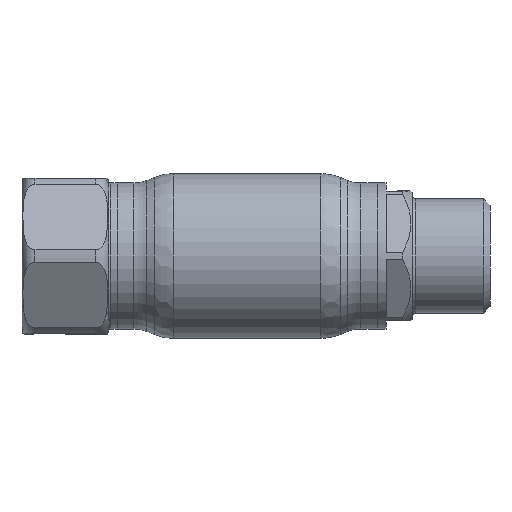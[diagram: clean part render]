
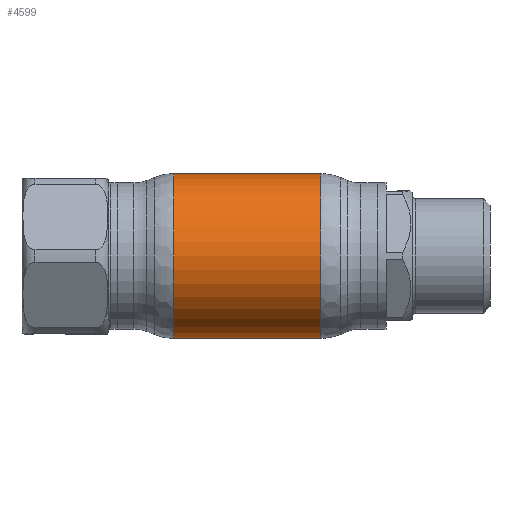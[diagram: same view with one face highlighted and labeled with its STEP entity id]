
A CAD part, front view. The second image highlights one B-rep face of the part: STEP entity #4599.
In plain terms, the highlighted cylindrical face has radius 19 mm (diameter 38 mm), a partial arc.
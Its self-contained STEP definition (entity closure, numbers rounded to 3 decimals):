
#142 = DIRECTION ( 'NONE',  ( 0., 0., 1. ) ) ;
#428 = DIRECTION ( 'NONE',  ( -1., 0., 0. ) ) ;
#3672 = DIRECTION ( 'NONE',  ( -1., 0., 0. ) ) ;
#3698 = EDGE_CURVE ( 'NONE', #28658, #50165, #12316, .T. ) ;
#4599 = ADVANCED_FACE ( 'NONE', ( #8514 ), #16591, .T. ) ;
#6380 = CARTESIAN_POINT ( 'NONE',  ( -62.69, 0., 19. ) ) ;
#8514 = FACE_OUTER_BOUND ( 'NONE', #46673, .T. ) ;
#10390 = ORIENTED_EDGE ( 'NONE', *, *, #25079, .F. ) ;
#11704 = CIRCLE ( 'NONE', #56796, 19. ) ;
#12316 = CIRCLE ( 'NONE', #55628, 19. ) ;
#14782 = VECTOR ( 'NONE', #55374, 1000. ) ;
#16591 = CYLINDRICAL_SURFACE ( 'NONE', #42756, 19. ) ;
#18593 = CARTESIAN_POINT ( 'NONE',  ( -62.69, 0., 0. ) ) ;
#18748 = DIRECTION ( 'NONE',  ( -1., 0., 0. ) ) ;
#19580 = CARTESIAN_POINT ( 'NONE',  ( 16.967, 0., 0. ) ) ;
#22452 = CARTESIAN_POINT ( 'NONE',  ( -16.967, 0., 19. ) ) ;
#25079 = EDGE_CURVE ( 'NONE', #36245, #28658, #47478, .T. ) ;
#26498 = EDGE_CURVE ( 'NONE', #56243, #50165, #51039, .T. ) ;
#28658 = VERTEX_POINT ( 'NONE', #39242 ) ;
#34567 = EDGE_CURVE ( 'NONE', #36245, #56243, #11704, .T. ) ;
#36245 = VERTEX_POINT ( 'NONE', #50739 ) ;
#39242 = CARTESIAN_POINT ( 'NONE',  ( -16.967, 0., -19. ) ) ;
#39553 = ORIENTED_EDGE ( 'NONE', *, *, #3698, .F. ) ;
#42756 = AXIS2_PLACEMENT_3D ( 'NONE', #18593, #45376, #49712 ) ;
#43125 = CARTESIAN_POINT ( 'NONE',  ( -62.69, 0., -19. ) ) ;
#44166 = ORIENTED_EDGE ( 'NONE', *, *, #34567, .T. ) ;
#44622 = CARTESIAN_POINT ( 'NONE',  ( 16.967, 0., 19. ) ) ;
#45376 = DIRECTION ( 'NONE',  ( -1., 0., 0. ) ) ;
#46673 = EDGE_LOOP ( 'NONE', ( #10390, #44166, #48649, #39553 ) ) ;
#47478 = LINE ( 'NONE', #43125, #51548 ) ;
#48649 = ORIENTED_EDGE ( 'NONE', *, *, #26498, .T. ) ;
#48841 = CARTESIAN_POINT ( 'NONE',  ( -16.967, 0., 0. ) ) ;
#49712 = DIRECTION ( 'NONE',  ( 0., 0., 1. ) ) ;
#50165 = VERTEX_POINT ( 'NONE', #22452 ) ;
#50739 = CARTESIAN_POINT ( 'NONE',  ( 16.967, 0., -19. ) ) ;
#51039 = LINE ( 'NONE', #6380, #14782 ) ;
#51548 = VECTOR ( 'NONE', #3672, 1000. ) ;
#54751 = DIRECTION ( 'NONE',  ( 0., 0., 1. ) ) ;
#55374 = DIRECTION ( 'NONE',  ( -1., 0., 0. ) ) ;
#55628 = AXIS2_PLACEMENT_3D ( 'NONE', #48841, #428, #142 ) ;
#56243 = VERTEX_POINT ( 'NONE', #44622 ) ;
#56796 = AXIS2_PLACEMENT_3D ( 'NONE', #19580, #18748, #54751 ) ;
